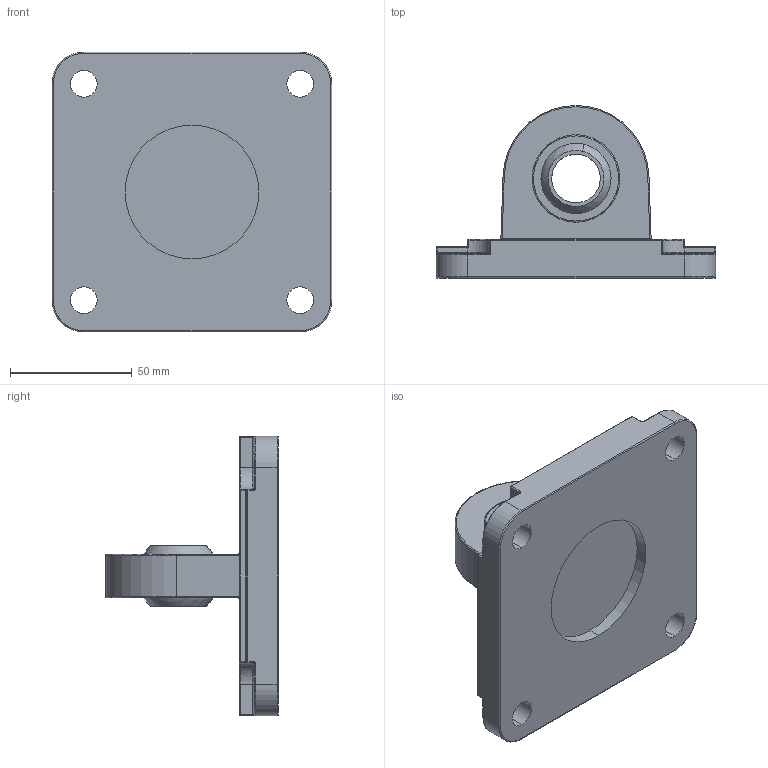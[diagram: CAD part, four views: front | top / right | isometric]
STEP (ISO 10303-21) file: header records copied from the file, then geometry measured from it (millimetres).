
FILE_DESCRIPTION (( 'STEP AP203' ), '1' );
FILE_NAME ('IN18-100.STEP', '2015-09-25T14:56:58', ( 'utente11' ), ( '' ), 'SwSTEP 2.0', 'SolidWorks 2015', '' );
FILE_SCHEMA (( 'CONFIG_CONTROL_DESIGN' ));
Length unit declared in the file: millimetre
Products named in the file (4): Anello cuscinetto^IN18-100_100; Sfera cuscinetto^IN18-100_100; Sostegno^IN18-100_100; IN18-100
Assembly tree (3 placements, depth 2):
  IN18-100
    Anello cuscinetto^IN18-100_100
    Sfera cuscinetto^IN18-100_100
    Sostegno^IN18-100_100
Bounding box: 115 x 71 x 115 mm (x, y, z)
Volume: 226455.9 mm3; surface area: 50562.1 mm2
Topology: 3 solids, 3 shells, 176 faces, 418 edges, 230 vertices
Faces by surface type: cylinder 79, torus 38, plane 31, sphere 16, bspline 12
Entity records: 5522 total; most frequent: CARTESIAN_POINT 1150, DIRECTION 924, ORIENTED_EDGE 784, EDGE_CURVE 392, AXIS2_PLACEMENT_3D 390, VERTEX_POINT 224, CIRCLE 220, EDGE_LOOP 192
